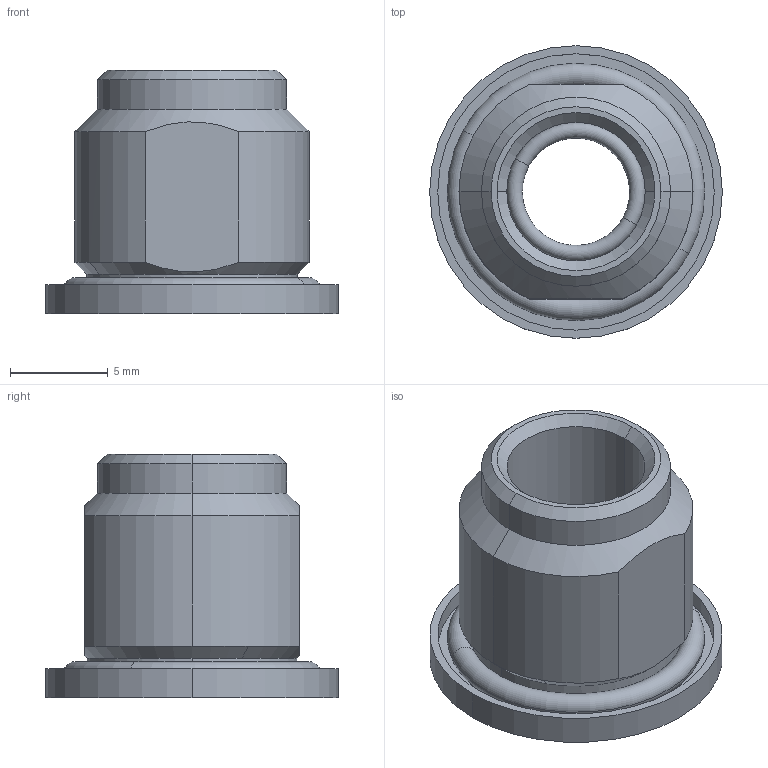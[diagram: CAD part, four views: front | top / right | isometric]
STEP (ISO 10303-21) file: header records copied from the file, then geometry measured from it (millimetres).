
FILE_DESCRIPTION(('CATIA V5R24 STEP','CAx-IF Rec.Pracs.--- Model Styling and Organization---1.2---2011-12-15'),'2;1');
FILE_NAME ('D1461964_0_2424480000_2424480000.stp','2017-08-29T12:25:15+00:00',('none'),('Weidmueller'),'CATIA Version 5-6 Release 2014 SP4 HF52','CATIA V5 STEP AP214','none');
FILE_SCHEMA(('AUTOMOTIVE_DESIGN { 1 0 10303 214 1 1 1 1 }'));
Length unit declared in the file: millimetre
Products named in the file (1): 2424480000
Bounding box: 15 x 15 x 12.5 mm (x, y, z)
Volume: 877.7 mm3; surface area: 1356.6 mm2
Topology: 4 solids, 4 shells, 58 faces, 131 edges, 81 vertices
Faces by surface type: cylinder 24, cone 12, torus 12, plane 10
Entity records: 1576 total; most frequent: CARTESIAN_POINT 343, ORIENTED_EDGE 262, DIRECTION 197, EDGE_CURVE 131, AXIS2_PLACEMENT_3D 119, VERTEX_POINT 81, CIRCLE 80, EDGE_LOOP 66
